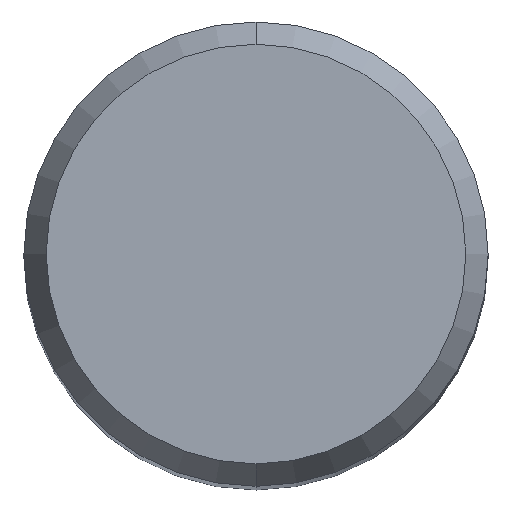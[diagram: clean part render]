
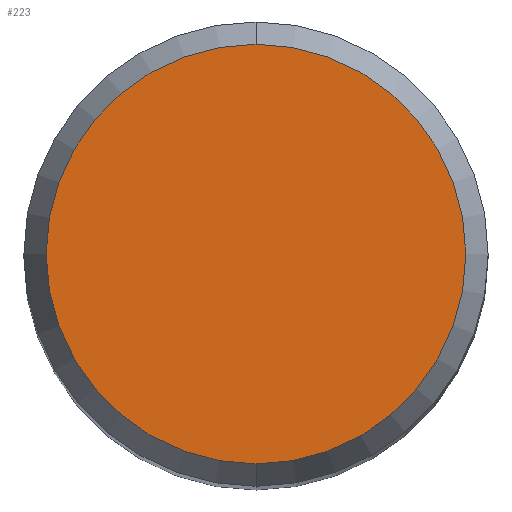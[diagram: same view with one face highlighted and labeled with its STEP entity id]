
A CAD part, top view. The second image highlights one B-rep face of the part: STEP entity #223.
In plain terms, the highlighted planar face has unit normal (0, 0, 1).
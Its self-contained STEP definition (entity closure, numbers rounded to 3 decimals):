
#195=EDGE_CURVE('',#249,#221,#489,.T.);
#221=VERTEX_POINT('',#517);
#223=ADVANCED_FACE('',(#519),#520,.T.);
#249=VERTEX_POINT('',#548);
#351=EDGE_CURVE('',#221,#249,#664,.T.);
#489=CIRCLE('',#811,5.423);
#517=CARTESIAN_POINT('',(0.0,5.423,54.654));
#519=FACE_OUTER_BOUND('',#895,.T.);
#520=PLANE('',#896);
#548=CARTESIAN_POINT('',(0.,-5.423,54.654));
#664=CIRCLE('',#1197,5.423);
#811=AXIS2_PLACEMENT_3D('',#1451,#1452,#1453);
#895=EDGE_LOOP('',(#1478,#1479));
#896=AXIS2_PLACEMENT_3D('',#1480,#1481,#1482);
#1197=AXIS2_PLACEMENT_3D('',#1666,#1667,#1668);
#1451=CARTESIAN_POINT('',(0.0,0.0,54.654));
#1452=DIRECTION('',(0.0,0.0,-1.0));
#1453=DIRECTION('',(0.0,1.0,0.0));
#1478=ORIENTED_EDGE('',*,*,#351,.F.);
#1479=ORIENTED_EDGE('',*,*,#195,.F.);
#1480=CARTESIAN_POINT('',(0.0,2.711,54.654));
#1481=DIRECTION('',(-0.0,0.0,1.0));
#1482=DIRECTION('',(0.0,-1.0,0.0));
#1666=CARTESIAN_POINT('',(0.0,0.0,54.654));
#1667=DIRECTION('',(0.0,0.0,-1.0));
#1668=DIRECTION('',(0.0,1.0,0.0));
